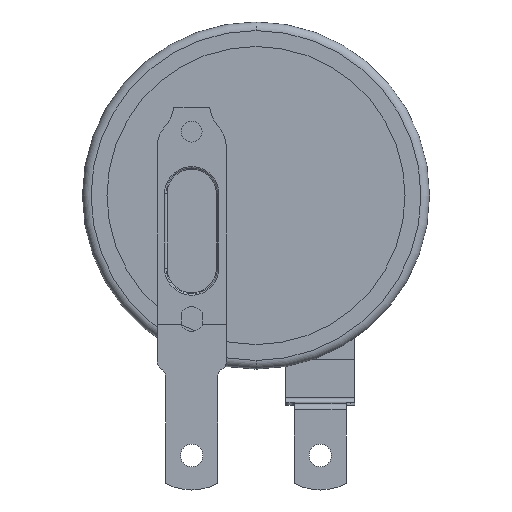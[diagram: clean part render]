
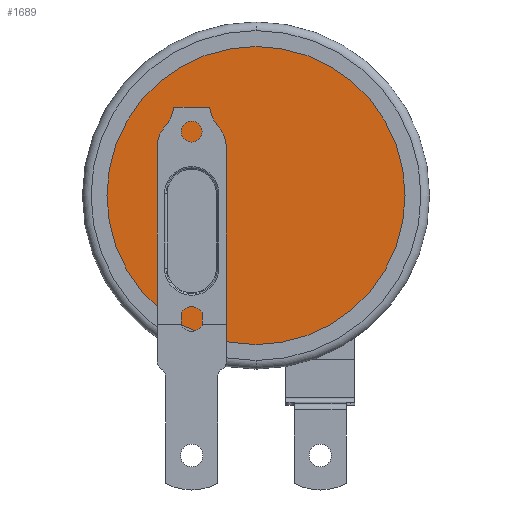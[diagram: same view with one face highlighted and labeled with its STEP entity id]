
A CAD part, front view. The second image highlights one B-rep face of the part: STEP entity #1689.
In plain terms, the highlighted planar face has unit normal (0, -1, 0).
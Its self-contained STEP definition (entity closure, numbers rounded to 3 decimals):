
#10 = DIRECTION ( 'NONE',  ( 0., -1., 0. ) ) ;
#339 = CARTESIAN_POINT ( 'NONE',  ( 0., 0.3, 0. ) ) ;
#523 = AXIS2_PLACEMENT_3D ( 'NONE', #339, #2686, #3940 ) ;
#812 = CARTESIAN_POINT ( 'NONE',  ( 0., 0.3, 8.631 ) ) ;
#862 = CARTESIAN_POINT ( 'NONE',  ( 0., 0.3, 0. ) ) ;
#1017 = CARTESIAN_POINT ( 'NONE',  ( 0., 0.3, -8.631 ) ) ;
#1035 = PLANE ( 'NONE',  #1400 ) ;
#1122 = EDGE_CURVE ( 'NONE', #2297, #3031, #3609, .T. ) ;
#1400 = AXIS2_PLACEMENT_3D ( 'NONE', #3350, #10, #3336 ) ;
#1444 = EDGE_CURVE ( 'NONE', #3031, #2297, #2319, .T. ) ;
#1554 = EDGE_LOOP ( 'NONE', ( #2125, #1651 ) ) ;
#1585 = FACE_OUTER_BOUND ( 'NONE', #1554, .T. ) ;
#1651 = ORIENTED_EDGE ( 'NONE', *, *, #1122, .T. ) ;
#1689 = ADVANCED_FACE ( 'NONE', ( #1585 ), #1035, .T. ) ;
#2125 = ORIENTED_EDGE ( 'NONE', *, *, #1444, .T. ) ;
#2297 = VERTEX_POINT ( 'NONE', #1017 ) ;
#2319 = CIRCLE ( 'NONE', #2656, 8.631 ) ;
#2656 = AXIS2_PLACEMENT_3D ( 'NONE', #862, #3167, #3508 ) ;
#2686 = DIRECTION ( 'NONE',  ( 0., -1., 0. ) ) ;
#3031 = VERTEX_POINT ( 'NONE', #812 ) ;
#3167 = DIRECTION ( 'NONE',  ( 0., -1., 0. ) ) ;
#3336 = DIRECTION ( 'NONE',  ( 0., 0., -1. ) ) ;
#3350 = CARTESIAN_POINT ( 'NONE',  ( 0., 0.3, 0. ) ) ;
#3508 = DIRECTION ( 'NONE',  ( 0., 0., -1. ) ) ;
#3609 = CIRCLE ( 'NONE', #523, 8.631 ) ;
#3940 = DIRECTION ( 'NONE',  ( 0., 0., -1. ) ) ;
